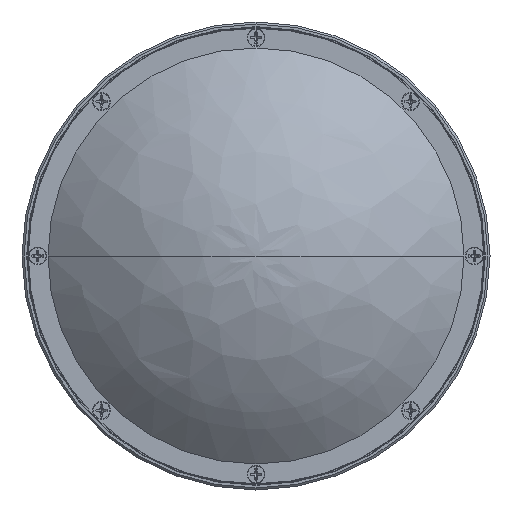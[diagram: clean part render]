
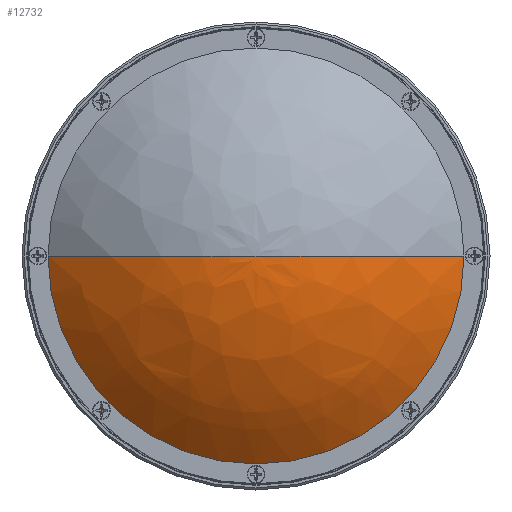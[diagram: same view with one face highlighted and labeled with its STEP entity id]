
A CAD part, left-side view. The second image highlights one B-rep face of the part: STEP entity #12732.
In plain terms, the highlighted free-form (B-spline) face has degree [2, 3] with [3, 4] control points.
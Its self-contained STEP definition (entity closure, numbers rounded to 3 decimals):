
#204 = CARTESIAN_POINT ( 'NONE',  ( -24.818, 0., 0. ) ) ;
#1175 = CARTESIAN_POINT ( 'NONE',  ( -25.235, 25.565, 0. ) ) ;
#2361 = CARTESIAN_POINT ( 'NONE',  ( -3.422, -50.8, 0. ) ) ;
#2396 = CARTESIAN_POINT ( 'NONE',  ( -24.818, 0., 0. ) ) ;
#2462 = DIRECTION ( 'NONE',  ( 1., 0., 0. ) ) ;
#2537 = B_SPLINE_CURVE_WITH_KNOTS ( 'NONE', 2,
 ( #4224, #8234, #12222 ),
 .UNSPECIFIED., .F., .F.,
 ( 3, 3 ),
 ( 0.144, 0.931 ),
 .UNSPECIFIED. ) ;
#2918 = EDGE_CURVE ( 'NONE', #8583, #3428, #11615, .T. ) ;
#3192 = CARTESIAN_POINT ( 'NONE',  ( -24.818, 0., 0. ) ) ;
#3428 = VERTEX_POINT ( 'NONE', #12602 ) ;
#4111 = CARTESIAN_POINT ( 'NONE',  ( -25.235, -25.565, -51.131 ) ) ;
#4224 = CARTESIAN_POINT ( 'NONE',  ( -3.422, 50.8, 0. ) ) ;
#4748 = CARTESIAN_POINT ( 'NONE',  ( -3.422, -50.8, 0. ) ) ;
#5171 = AXIS2_PLACEMENT_3D ( 'NONE', #8636, #2462, #5352 ) ;
#5250 = CARTESIAN_POINT ( 'NONE',  ( -24.818, 0., 0. ) ) ;
#5317 = CARTESIAN_POINT ( 'NONE',  ( -25.235, -25.565, 0. ) ) ;
#5352 = DIRECTION ( 'NONE',  ( 0., 0., 1. ) ) ;
#5355 = CARTESIAN_POINT ( 'NONE',  ( -3.422, -50.8, 0. ) ) ;
#6224 = CIRCLE ( 'NONE', #5171, 50.8 ) ;
#6227 = CARTESIAN_POINT ( 'NONE',  ( -3.422, -50.8, -101.6 ) ) ;
#7424 = CARTESIAN_POINT ( 'NONE',  ( -25.235, 25.565, -51.131 ) ) ;
#7786 = ORIENTED_EDGE ( 'NONE', *, *, #10813, .F. ) ;
#8234 = CARTESIAN_POINT ( 'NONE',  ( -25.235, 25.565, 0. ) ) ;
#8263 = FACE_OUTER_BOUND ( 'NONE', #8658, .T. ) ;
#8509 =( BOUNDED_SURFACE ( )  B_SPLINE_SURFACE ( 2, 3, ( 
 ( #11270, #12248, #6227, #2361 ),
 ( #1175, #7424, #4111, #5317 ),
 ( #3192, #204, #10435, #5250 ) ),
 .UNSPECIFIED., .F., .F., .T. ) 
 B_SPLINE_SURFACE_WITH_KNOTS ( ( 3, 3 ),
 ( 4, 4 ),
 ( 0.144, 0.931 ),
 ( 0., 1. ),
 .UNSPECIFIED. ) 
 GEOMETRIC_REPRESENTATION_ITEM ( )  RATIONAL_B_SPLINE_SURFACE ( (
 ( 1., 0.333, 0.333, 1.),
 ( 1., 0.333, 0.333, 1.),
 ( 1., 0.333, 0.333, 1.) ) ) 
 REPRESENTATION_ITEM ( '' )  SURFACE ( )  );
#8583 = VERTEX_POINT ( 'NONE', #4748 ) ;
#8636 = CARTESIAN_POINT ( 'NONE',  ( -3.422, 0., 0. ) ) ;
#8658 = EDGE_LOOP ( 'NONE', ( #11003, #10160, #7786 ) ) ;
#9648 = EDGE_CURVE ( 'NONE', #8583, #12556, #6224, .T. ) ;
#10160 = ORIENTED_EDGE ( 'NONE', *, *, #2918, .T. ) ;
#10267 = CARTESIAN_POINT ( 'NONE',  ( -25.235, -25.565, 0. ) ) ;
#10435 = CARTESIAN_POINT ( 'NONE',  ( -24.818, 0., 0. ) ) ;
#10813 = EDGE_CURVE ( 'NONE', #12556, #3428, #2537, .T. ) ;
#11003 = ORIENTED_EDGE ( 'NONE', *, *, #9648, .F. ) ;
#11270 = CARTESIAN_POINT ( 'NONE',  ( -3.422, 50.8, 0. ) ) ;
#11615 = B_SPLINE_CURVE_WITH_KNOTS ( 'NONE', 2,
 ( #5355, #10267, #2396 ),
 .UNSPECIFIED., .F., .F.,
 ( 3, 3 ),
 ( 0.144, 0.931 ),
 .UNSPECIFIED. ) ;
#12222 = CARTESIAN_POINT ( 'NONE',  ( -24.818, 0., 0. ) ) ;
#12248 = CARTESIAN_POINT ( 'NONE',  ( -3.422, 50.8, -101.6 ) ) ;
#12556 = VERTEX_POINT ( 'NONE', #12723 ) ;
#12602 = CARTESIAN_POINT ( 'NONE',  ( -24.818, 0., 0. ) ) ;
#12723 = CARTESIAN_POINT ( 'NONE',  ( -3.422, 50.8, 0. ) ) ;
#12732 = ADVANCED_FACE ( 'NONE', ( #8263 ), #8509, .F. ) ;
